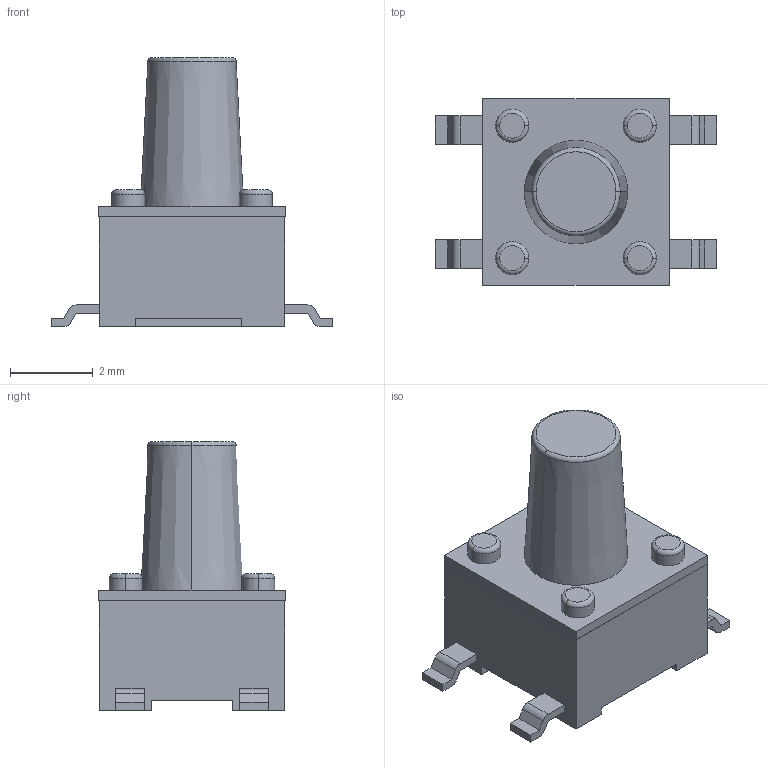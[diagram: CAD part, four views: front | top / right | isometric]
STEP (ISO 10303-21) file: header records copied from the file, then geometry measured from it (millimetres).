
FILE_DESCRIPTION (( 'STEP AP214' ), '1' );
FILE_NAME ('SW-SMD_4P-L4.5-W4.5-H6.5-P3.00-LS6.8.step', '2022-07-26T07:57:53', ( '' ), ( '' ), 'SwSTEP 2.0', 'SolidWorks 2021', '' );
FILE_SCHEMA (( 'AUTOMOTIVE_DESIGN' ));
Length unit declared in the file: millimetre
Products named in the file (1): SW-SMD_4P-L4.5-W4.5-H6.5-P3.00-LS6.8
Bounding box: 6.8 x 4.5 x 6.5 mm (x, y, z)
Volume: 71.4 mm3; surface area: 134.1 mm2
Topology: 1 solids, 1 shells, 331 faces, 881 edges, 584 vertices
Faces by surface type: plane 205, bspline 98, cylinder 16, torus 10, cone 2
Entity records: 13848 total; most frequent: CARTESIAN_POINT 3103, ORIENTED_EDGE 1762, DIRECTION 1205, EDGE_CURVE 881, VECTOR 625, LINE 625, VERTEX_POINT 584, EDGE_LOOP 363
